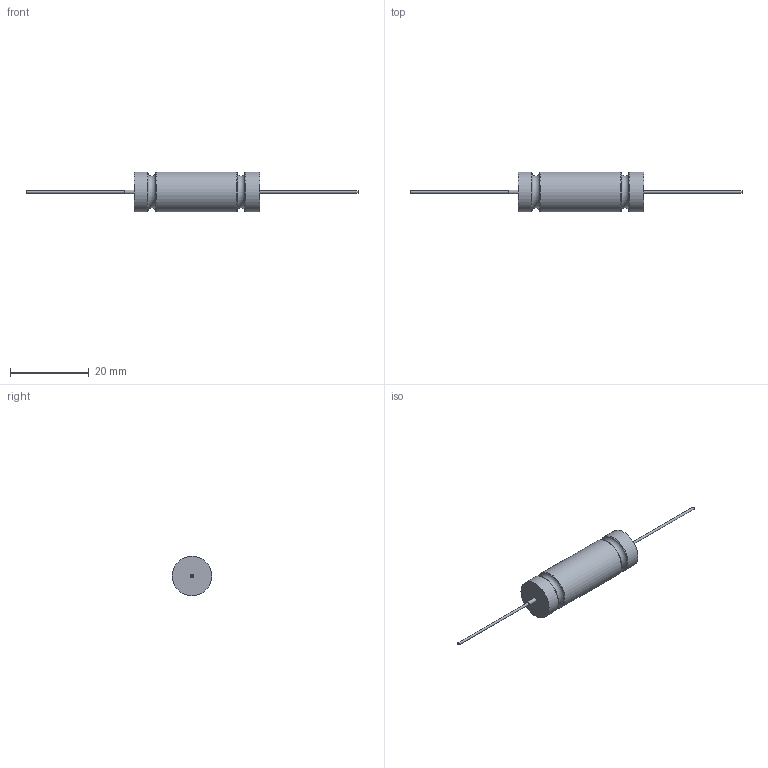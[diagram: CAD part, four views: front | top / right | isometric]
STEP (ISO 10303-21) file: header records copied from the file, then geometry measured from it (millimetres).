
FILE_DESCRIPTION(/* description */ (''),/* implementation_level */ '2;1');
FILE_NAME(/* name */ 'WT83 boitier D.stp',/* time_stamp */ '2017-10-05T11:03:46+02:00',/* author */ ('Fir03'),/* organization */ (''),/* preprocessor_version */ 'ST-DEVELOPER v16.5',/* originating_system */ 'Autodesk Inventor 2017',/* authorisation */ '');
FILE_SCHEMA (('AUTOMOTIVE_DESIGN { 1 0 10303 214 3 1 1 }'));
Length unit declared in the file: millimetre
Products named in the file (1): WT83 boitier D
Bounding box: 84.5 x 10.1 x 10.1 mm (x, y, z)
Volume: 2482.3 mm3; surface area: 1319.5 mm2
Topology: 1 solids, 1 shells, 17 faces, 30 edges, 18 vertices
Faces by surface type: torus 6, cylinder 6, plane 5
Full cylindrical faces by diameter (mm): 0.6 x2, 1 x1, 10.1 x3
Entity records: 358 total; most frequent: DIRECTION 68, CARTESIAN_POINT 50, AXIS2_PLACEMENT_3D 34, EDGE_LOOP 32, ORIENTED_EDGE 32, FACE_OUTER_BOUND 17, ADVANCED_FACE 17, CIRCLE 16
